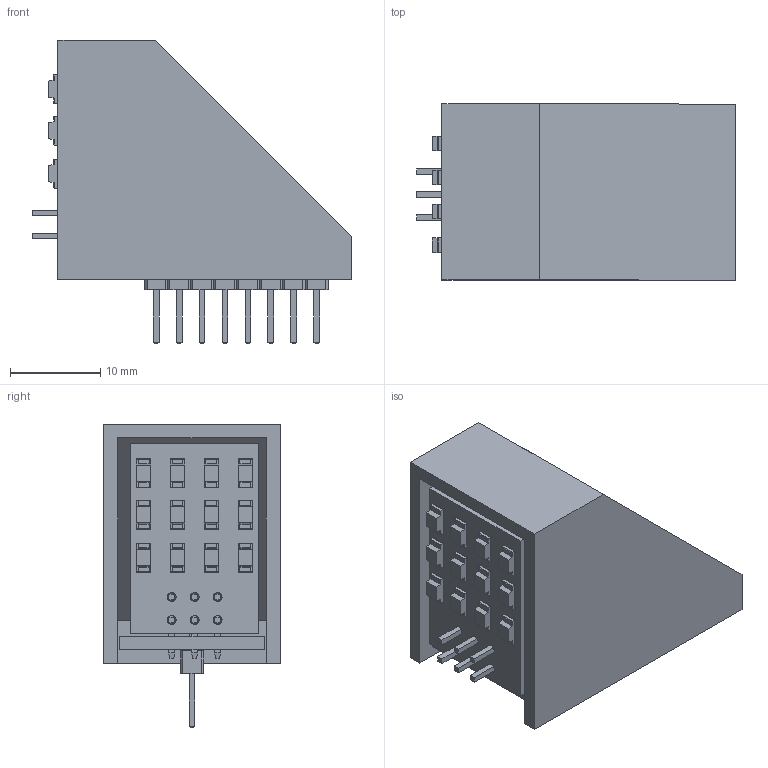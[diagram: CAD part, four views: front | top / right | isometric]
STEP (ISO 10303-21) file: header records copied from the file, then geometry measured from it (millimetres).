
FILE_DESCRIPTION(('HOOPS Exchange Step'),'2;1');
FILE_NAME('temp_export','2025-07-27T22:39:26+20:00',('evanl'),('Shapr3D Limited'),'HOOPS Exchange 2024.8','Shapr3D','Authorized');
FILE_SCHEMA( ('AP242_MANAGED_MODEL_BASED_3D_ENGINEERING_MIM_LF {1 0 10303 442 1 1 4}') );
Length unit declared in the file: millimetre
Products named in the file (24): LED_1206_3216Metric; C_0805_2012Metric; C_1206_3216Metric; SOT-23; R_0805_2012Metric; ir_shotgun_PCB; ir_shotgun.step; connector; PinHeader_1x08_P2.54mm_Vertical; base_PCB; base.step; root
Assembly tree (23 placements, depth 3):
  root
    ir_shotgun.step
      LED_1206_3216Metric
      LED_1206_3216Metric
      LED_1206_3216Metric
      LED_1206_3216Metric
      LED_1206_3216Metric
      LED_1206_3216Metric
      LED_1206_3216Metric
      LED_1206_3216Metric
      LED_1206_3216Metric
      LED_1206_3216Metric
      LED_1206_3216Metric
      LED_1206_3216Metric
      C_0805_2012Metric
      C_1206_3216Metric
      C_0805_2012Metric
      SOT-23
      R_0805_2012Metric
      ir_shotgun_PCB
    base.step
      connector
      PinHeader_1x08_P2.54mm_Vertical
      base_PCB
Bounding box: 35.31 x 19.5 x 33.62 mm (x, y, z)
Volume: 4165.8 mm3; surface area: 6986.9 mm2
Topology: 27 solids, 27 shells, 1019 faces, 2674 edges, 1744 vertices
Faces by surface type: plane 835, cylinder 184
Full cylindrical faces by diameter (mm): 1 x20
Entity records: 32005 total; most frequent: CARTESIAN_POINT 5485, ORIENTED_EDGE 5348, DIRECTION 5216, EDGE_CURVE 2674, VECTOR 2266, LINE 2266, VERTEX_POINT 1744, AXIS2_PLACEMENT_3D 1475
